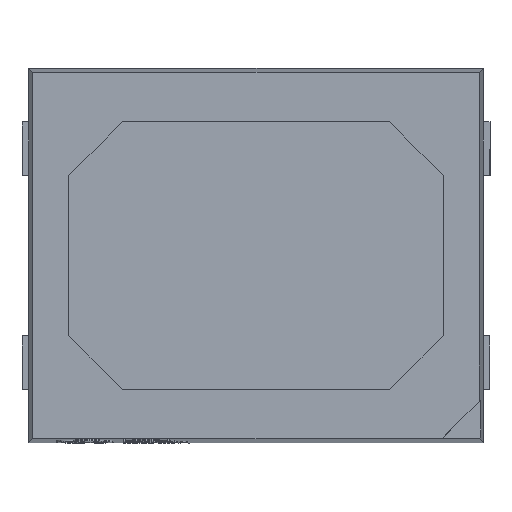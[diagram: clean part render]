
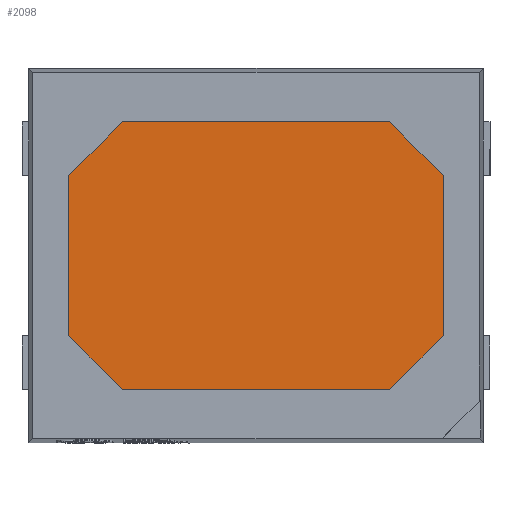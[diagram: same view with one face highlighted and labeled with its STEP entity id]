
A CAD part, top view. The second image highlights one B-rep face of the part: STEP entity #2098.
In plain terms, the highlighted planar face has unit normal (0, 0, 1).
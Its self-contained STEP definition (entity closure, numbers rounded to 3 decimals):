
#19 = LINE ( 'NONE', #9900, #14161 ) ;
#331 = PLANE ( 'NONE',  #1193 ) ;
#498 = CARTESIAN_POINT ( 'NONE',  ( -1.4, 0.6, 0.68 ) ) ;
#693 = DIRECTION ( 'NONE',  ( 0.707, 0.707, 0. ) ) ;
#714 = LINE ( 'NONE', #7624, #8898 ) ;
#734 = LINE ( 'NONE', #9938, #13942 ) ;
#736 = ORIENTED_EDGE ( 'NONE', *, *, #6097, .T. ) ;
#1193 = AXIS2_PLACEMENT_3D ( 'NONE', #12539, #7025, #11440 ) ;
#1832 = CARTESIAN_POINT ( 'NONE',  ( -1.4, -0.6, 0.68 ) ) ;
#2098 = ADVANCED_FACE ( 'NONE', ( #9394 ), #331, .T. ) ;
#2145 = DIRECTION ( 'NONE',  ( -0.707, -0.707, 0. ) ) ;
#2235 = DIRECTION ( 'NONE',  ( -1., 0., 0. ) ) ;
#2239 = EDGE_CURVE ( 'NONE', #8639, #14556, #19, .T. ) ;
#2401 = LINE ( 'NONE', #7986, #6063 ) ;
#2828 = EDGE_CURVE ( 'NONE', #7952, #5673, #734, .T. ) ;
#2905 = CARTESIAN_POINT ( 'NONE',  ( 1., -1., 0.68 ) ) ;
#3007 = VECTOR ( 'NONE', #13362, 1000. ) ;
#3108 = CARTESIAN_POINT ( 'NONE',  ( -1., 1., 0.68 ) ) ;
#4054 = LINE ( 'NONE', #7477, #3007 ) ;
#4350 = CARTESIAN_POINT ( 'NONE',  ( -1., 1., 0.68 ) ) ;
#4905 = EDGE_CURVE ( 'NONE', #8083, #12717, #7847, .T. ) ;
#4930 = VERTEX_POINT ( 'NONE', #9176 ) ;
#5091 = VECTOR ( 'NONE', #8736, 1000. ) ;
#5101 = VECTOR ( 'NONE', #693, 1000. ) ;
#5340 = CARTESIAN_POINT ( 'NONE',  ( 1., 1., 0.68 ) ) ;
#5673 = VERTEX_POINT ( 'NONE', #1832 ) ;
#6063 = VECTOR ( 'NONE', #10350, 1000. ) ;
#6097 = EDGE_CURVE ( 'NONE', #4930, #13590, #2401, .T. ) ;
#6798 = ORIENTED_EDGE ( 'NONE', *, *, #2239, .T. ) ;
#6814 = ORIENTED_EDGE ( 'NONE', *, *, #14545, .T. ) ;
#7011 = CARTESIAN_POINT ( 'NONE',  ( 1.4, 0.6, 0.68 ) ) ;
#7025 = DIRECTION ( 'NONE',  ( 0., 0., 1. ) ) ;
#7294 = CARTESIAN_POINT ( 'NONE',  ( 1., -1., 0.68 ) ) ;
#7477 = CARTESIAN_POINT ( 'NONE',  ( -1.4, -0.6, 0.68 ) ) ;
#7624 = CARTESIAN_POINT ( 'NONE',  ( 1.4, 0.6, 0.68 ) ) ;
#7847 = LINE ( 'NONE', #14616, #5091 ) ;
#7952 = VERTEX_POINT ( 'NONE', #498 ) ;
#7986 = CARTESIAN_POINT ( 'NONE',  ( -1., -1., 0.68 ) ) ;
#8083 = VERTEX_POINT ( 'NONE', #13118 ) ;
#8505 = ORIENTED_EDGE ( 'NONE', *, *, #2828, .T. ) ;
#8639 = VERTEX_POINT ( 'NONE', #5340 ) ;
#8692 = EDGE_CURVE ( 'NONE', #14556, #7952, #9873, .T. ) ;
#8736 = DIRECTION ( 'NONE',  ( 0., 1., 0. ) ) ;
#8855 = LINE ( 'NONE', #2905, #5101 ) ;
#8898 = VECTOR ( 'NONE', #10930, 1000. ) ;
#9103 = ORIENTED_EDGE ( 'NONE', *, *, #4905, .T. ) ;
#9176 = CARTESIAN_POINT ( 'NONE',  ( -1., -1., 0.68 ) ) ;
#9394 = FACE_OUTER_BOUND ( 'NONE', #12261, .T. ) ;
#9790 = DIRECTION ( 'NONE',  ( 0., -1., 0. ) ) ;
#9873 = LINE ( 'NONE', #3108, #14005 ) ;
#9900 = CARTESIAN_POINT ( 'NONE',  ( 1., 1., 0.68 ) ) ;
#9938 = CARTESIAN_POINT ( 'NONE',  ( -1.4, 0.6, 0.68 ) ) ;
#10231 = EDGE_CURVE ( 'NONE', #12717, #8639, #714, .T. ) ;
#10350 = DIRECTION ( 'NONE',  ( 1., 0., 0. ) ) ;
#10517 = EDGE_CURVE ( 'NONE', #13590, #8083, #8855, .T. ) ;
#10930 = DIRECTION ( 'NONE',  ( -0.707, 0.707, 0. ) ) ;
#11440 = DIRECTION ( 'NONE',  ( 1., 0., 0. ) ) ;
#11592 = ORIENTED_EDGE ( 'NONE', *, *, #10517, .T. ) ;
#12261 = EDGE_LOOP ( 'NONE', ( #8505, #6814, #736, #11592, #9103, #13675, #6798, #13597 ) ) ;
#12539 = CARTESIAN_POINT ( 'NONE',  ( 0., 0., 0.68 ) ) ;
#12717 = VERTEX_POINT ( 'NONE', #7011 ) ;
#13118 = CARTESIAN_POINT ( 'NONE',  ( 1.4, -0.6, 0.68 ) ) ;
#13362 = DIRECTION ( 'NONE',  ( 0.707, -0.707, 0. ) ) ;
#13590 = VERTEX_POINT ( 'NONE', #7294 ) ;
#13597 = ORIENTED_EDGE ( 'NONE', *, *, #8692, .T. ) ;
#13675 = ORIENTED_EDGE ( 'NONE', *, *, #10231, .T. ) ;
#13942 = VECTOR ( 'NONE', #9790, 1000. ) ;
#14005 = VECTOR ( 'NONE', #2145, 1000. ) ;
#14161 = VECTOR ( 'NONE', #2235, 1000. ) ;
#14545 = EDGE_CURVE ( 'NONE', #5673, #4930, #4054, .T. ) ;
#14556 = VERTEX_POINT ( 'NONE', #4350 ) ;
#14616 = CARTESIAN_POINT ( 'NONE',  ( 1.4, -0.6, 0.68 ) ) ;
